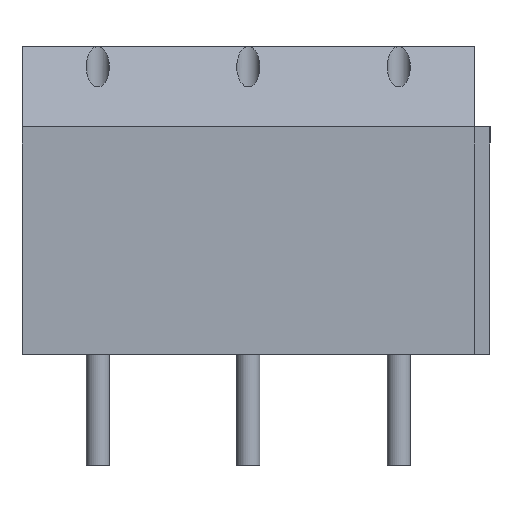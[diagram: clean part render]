
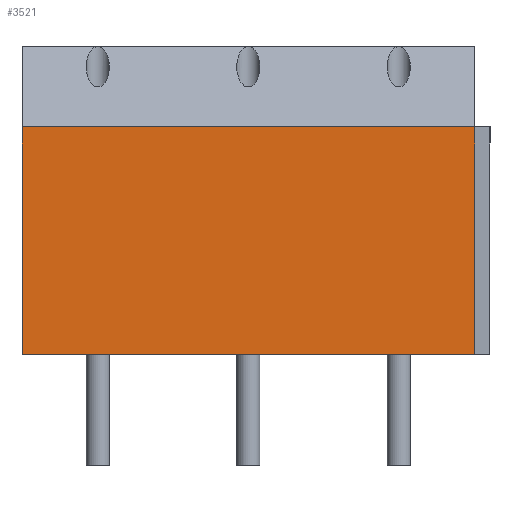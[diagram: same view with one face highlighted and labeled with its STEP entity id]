
A CAD part, front view. The second image highlights one B-rep face of the part: STEP entity #3521.
In plain terms, the highlighted planar face has unit normal (0, -1, 0).
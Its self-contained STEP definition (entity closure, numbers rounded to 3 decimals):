
#347=PLANE('',#3825);
#485=FACE_OUTER_BOUND('',#690,.T.);
#690=EDGE_LOOP('',(#2615,#2616,#2617,#2618));
#877=LINE('',#5188,#1144);
#911=LINE('',#5254,#1178);
#964=LINE('',#5363,#1231);
#973=LINE('',#5379,#1240);
#1144=VECTOR('',#4205,16.532);
#1178=VECTOR('',#4257,7.328);
#1231=VECTOR('',#4350,16.532);
#1240=VECTOR('',#4365,7.328);
#1573=VERTEX_POINT('',#5186);
#1574=VERTEX_POINT('',#5187);
#1597=VERTEX_POINT('',#5252);
#1633=VERTEX_POINT('',#5362);
#1923=EDGE_CURVE('',#1573,#1574,#877,.T.);
#1957=EDGE_CURVE('',#1597,#1574,#911,.T.);
#2010=EDGE_CURVE('',#1633,#1597,#964,.T.);
#2019=EDGE_CURVE('',#1633,#1573,#973,.T.);
#2615=ORIENTED_EDGE('',*,*,#2010,.F.);
#2616=ORIENTED_EDGE('',*,*,#2019,.T.);
#2617=ORIENTED_EDGE('',*,*,#1923,.T.);
#2618=ORIENTED_EDGE('',*,*,#1957,.F.);
#3521=ADVANCED_FACE('',(#485),#347,.T.);
#3825=AXIS2_PLACEMENT_3D('',#5378,#4363,#4364);
#4205=DIRECTION('',(-1.,0.,0.));
#4257=DIRECTION('',(0.,0.,1.));
#4350=DIRECTION('',(-1.,0.,0.));
#4363=DIRECTION('center_axis',(0.,-1.,0.));
#4364=DIRECTION('ref_axis',(0.,0.,
1.));
#4365=DIRECTION('',(0.,0.,1.));
#5186=CARTESIAN_POINT('',(44.665,26.16,-11.914));
#5187=CARTESIAN_POINT('',(28.133,26.16,-11.914));
#5188=CARTESIAN_POINT('',(44.665,26.16,-11.914));
#5252=CARTESIAN_POINT('',(28.133,26.16,-20.232));
#5254=CARTESIAN_POINT('',(28.133,26.16,-19.242));
#5362=CARTESIAN_POINT('',(44.665,26.16,-20.232));
#5363=CARTESIAN_POINT('',(44.665,26.16,-20.232));
#5378=CARTESIAN_POINT('Origin',(45.492,26.16,-19.609));
#5379=CARTESIAN_POINT('',(44.665,26.16,-19.242));
